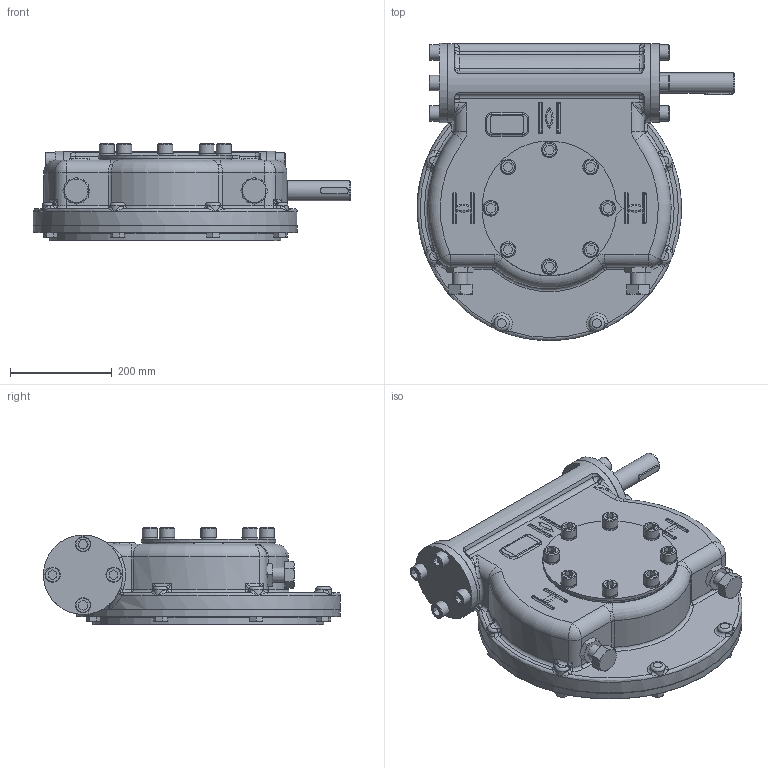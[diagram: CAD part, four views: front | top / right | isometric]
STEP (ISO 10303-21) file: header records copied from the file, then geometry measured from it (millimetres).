
FILE_DESCRIPTION(/* description */ ('Unknown'),/* implementation_level */ '2;1');
FILE_NAME(/* name */ 'PUB-IW8FB-MAN-F40',/* time_stamp */ '2016-07-05T10:41:20+01:00',/* author */ ('Unknown'),/* organization */ ('Unknown'),/* preprocessor_version */ 'ST-DEVELOPER v16',/* originating_system */ 'DEX',/* authorisation */ $);
FILE_SCHEMA (('AP242_MANAGED_MODEL_BASED_3D_ENGINEERING_MIM_LF { 1 0 10303 442 1 1 4 }','AUTOMOTIVE_DESIGN {1 0 10303 214 3 1 1}'));
Length unit declared in the file: millimetre
Products named in the file (1): PUB-IW8FB-MAN-F40
Bounding box: 624.94 x 584.48 x 192.15 mm (x, y, z)
Surface area: 1147732.7 mm2 (no closed solid volume)
Topology: 0 solids, 59 shells, 777 faces, 2104 edges, 1333 vertices
Faces by surface type: plane 331, cylinder 149, cone 107, bspline 93, torus 71, sphere 26
Full cylindrical faces by diameter (mm): 17 x8, 30 x19, 30.7 x8, 31.67 x8, 40 x1, 155 x1, 195 x1, 260 x1, 454.5 x1
Entity records: 36597 total; most frequent: CARTESIAN_POINT 18351, DIRECTION 3513, ORIENTED_EDGE 3377, EDGE_CURVE 1924, AXIS2_PLACEMENT_3D 1371, VERTEX_POINT 1295, EDGE_LOOP 993, FACE_BOUND 993
